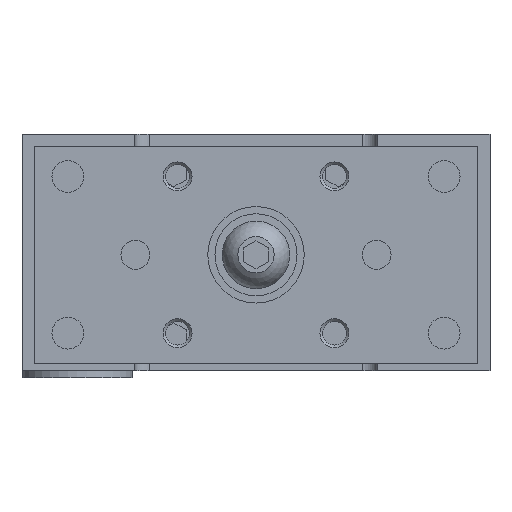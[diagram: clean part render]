
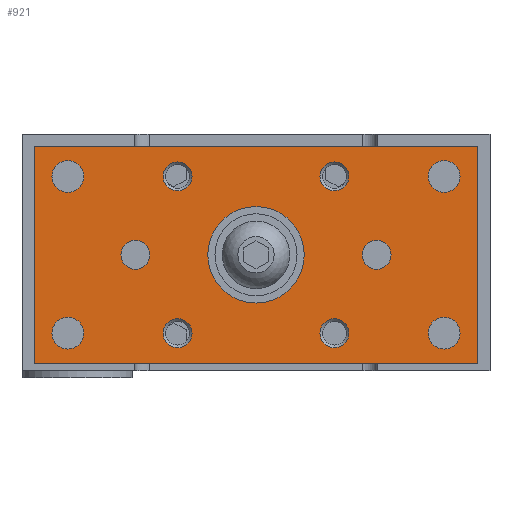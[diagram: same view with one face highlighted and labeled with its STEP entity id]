
A CAD part, left-side view. The second image highlights one B-rep face of the part: STEP entity #921.
In plain terms, the highlighted planar face has unit normal (-1, 0, 0).
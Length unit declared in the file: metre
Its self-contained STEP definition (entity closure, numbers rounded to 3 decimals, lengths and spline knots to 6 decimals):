
#921 = ADVANCED_FACE( '', ( #2107, #2108, #2109, #2110, #2111, #2112, #2113, #2114, #2115, #2116, #2117, #2118 ), #2119, .T. );
#2107 = FACE_OUTER_BOUND( '', #3489, .T. );
#2108 = FACE_BOUND( '', #3490, .T. );
#2109 = FACE_BOUND( '', #3491, .T. );
#2110 = FACE_BOUND( '', #3492, .T. );
#2111 = FACE_BOUND( '', #3493, .T. );
#2112 = FACE_BOUND( '', #3494, .T. );
#2113 = FACE_BOUND( '', #3495, .T. );
#2114 = FACE_BOUND( '', #3496, .T. );
#2115 = FACE_BOUND( '', #3497, .T. );
#2116 = FACE_BOUND( '', #3498, .T. );
#2117 = FACE_BOUND( '', #3499, .T. );
#2118 = FACE_BOUND( '', #3500, .T. );
#2119 = PLANE( '', #3501 );
#3489 = EDGE_LOOP( '', ( #5833, #5834, #5835, #5836 ) );
#3490 = EDGE_LOOP( '', ( #5837 ) );
#3491 = EDGE_LOOP( '', ( #5838 ) );
#3492 = EDGE_LOOP( '', ( #5839 ) );
#3493 = EDGE_LOOP( '', ( #5840 ) );
#3494 = EDGE_LOOP( '', ( #5841 ) );
#3495 = EDGE_LOOP( '', ( #5842 ) );
#3496 = EDGE_LOOP( '', ( #5843 ) );
#3497 = EDGE_LOOP( '', ( #5844 ) );
#3498 = EDGE_LOOP( '', ( #5845 ) );
#3499 = EDGE_LOOP( '', ( #5846 ) );
#3500 = EDGE_LOOP( '', ( #5847 ) );
#3501 = AXIS2_PLACEMENT_3D( '', #5848, #5849, #5850 );
#5833 = ORIENTED_EDGE( '', *, *, #7266, .T. );
#5834 = ORIENTED_EDGE( '', *, *, #7420, .T. );
#5835 = ORIENTED_EDGE( '', *, *, #6687, .T. );
#5836 = ORIENTED_EDGE( '', *, *, #7379, .T. );
#5837 = ORIENTED_EDGE( '', *, *, #7158, .T. );
#5838 = ORIENTED_EDGE( '', *, *, #6739, .F. );
#5839 = ORIENTED_EDGE( '', *, *, #7303, .F. );
#5840 = ORIENTED_EDGE( '', *, *, #7134, .T. );
#5841 = ORIENTED_EDGE( '', *, *, #6997, .T. );
#5842 = ORIENTED_EDGE( '', *, *, #6929, .F. );
#5843 = ORIENTED_EDGE( '', *, *, #7434, .T. );
#5844 = ORIENTED_EDGE( '', *, *, #6753, .F. );
#5845 = ORIENTED_EDGE( '', *, *, #6926, .F. );
#5846 = ORIENTED_EDGE( '', *, *, #6975, .T. );
#5847 = ORIENTED_EDGE( '', *, *, #6913, .T. );
#5848 = CARTESIAN_POINT( '', ( -0.019, -0.046, -0.0025 ) );
#5849 = DIRECTION( '', ( -1., 0., 0. ) );
#5850 = DIRECTION( '', ( 0., 0., 1. ) );
#6687 = EDGE_CURVE( '', #7761, #7759, #7762, .T. );
#6739 = EDGE_CURVE( '', #7848, #7848, #7849, .T. );
#6753 = EDGE_CURVE( '', #7873, #7873, #7874, .T. );
#6913 = EDGE_CURVE( '', #8137, #8137, #8138, .T. );
#6926 = EDGE_CURVE( '', #8156, #8156, #8157, .T. );
#6929 = EDGE_CURVE( '', #8161, #8161, #8162, .T. );
#6975 = EDGE_CURVE( '', #8232, #8232, #8233, .T. );
#6997 = EDGE_CURVE( '', #8266, #8266, #8267, .T. );
#7134 = EDGE_CURVE( '', #8476, #8476, #8477, .T. );
#7158 = EDGE_CURVE( '', #8514, #8514, #8515, .T. );
#7266 = EDGE_CURVE( '', #8672, #8670, #8673, .T. );
#7303 = EDGE_CURVE( '', #8722, #8722, #8723, .T. );
#7379 = EDGE_CURVE( '', #7759, #8672, #8816, .T. );
#7420 = EDGE_CURVE( '', #8670, #7761, #8863, .T. );
#7434 = EDGE_CURVE( '', #8880, #8880, #8881, .T. );
#7759 = VERTEX_POINT( '', #9258 );
#7761 = VERTEX_POINT( '', #9261 );
#7762 = LINE( '', #9262, #9263 );
#7848 = VERTEX_POINT( '', #9370 );
#7849 = CIRCLE( '', #9371, 0.0033 );
#7873 = VERTEX_POINT( '', #9401 );
#7874 = CIRCLE( '', #9402, 0.003 );
#8137 = VERTEX_POINT( '', #9748 );
#8138 = CIRCLE( '', #9749, 0.01 );
#8156 = VERTEX_POINT( '', #9772 );
#8157 = CIRCLE( '', #9773, 0.003 );
#8161 = VERTEX_POINT( '', #9777 );
#8162 = CIRCLE( '', #9778, 0.003 );
#8232 = VERTEX_POINT( '', #9872 );
#8233 = CIRCLE( '', #9873, 0.003 );
#8266 = VERTEX_POINT( '', #9914 );
#8267 = CIRCLE( '', #9915, 0.003 );
#8476 = VERTEX_POINT( '', #10478 );
#8477 = CIRCLE( '', #10479, 0.0033 );
#8514 = VERTEX_POINT( '', #10553 );
#8515 = CIRCLE( '', #10554, 0.0033 );
#8670 = VERTEX_POINT( '', #10808 );
#8672 = VERTEX_POINT( '', #10811 );
#8673 = LINE( '', #10812, #10813 );
#8722 = VERTEX_POINT( '', #10892 );
#8723 = CIRCLE( '', #10893, 0.0033 );
#8816 = LINE( '', #11053, #11054 );
#8863 = LINE( '', #11143, #11144 );
#8880 = VERTEX_POINT( '', #11165 );
#8881 = CIRCLE( '', #11166, 0.003 );
#9258 = CARTESIAN_POINT( '', ( -0.019, 0.046, -0.0475 ) );
#9261 = CARTESIAN_POINT( '', ( -0.019, 0.046, -0.0025 ) );
#9262 = CARTESIAN_POINT( '', ( -0.019, 0.046, -0.0025 ) );
#9263 = VECTOR( '', #11490, 1. );
#9370 = CARTESIAN_POINT( '', ( -0.019, -0.0357, -0.00875 ) );
#9371 = AXIS2_PLACEMENT_3D( '', #11560, #11561, #11562 );
#9401 = CARTESIAN_POINT( '', ( -0.019, -0.01925, -0.00875 ) );
#9402 = AXIS2_PLACEMENT_3D( '', #11581, #11582, #11583 );
#9748 = CARTESIAN_POINT( '', ( -0.019, 0.01, -0.025 ) );
#9749 = AXIS2_PLACEMENT_3D( '', #11794, #11795, #11796 );
#9772 = CARTESIAN_POINT( '', ( -0.019, 0.01925, -0.04125 ) );
#9773 = AXIS2_PLACEMENT_3D( '', #11811, #11812, #11813 );
#9777 = CARTESIAN_POINT( '', ( -0.019, -0.028, -0.025 ) );
#9778 = AXIS2_PLACEMENT_3D( '', #11817, #11818, #11819 );
#9872 = CARTESIAN_POINT( '', ( -0.019, -0.01925, -0.04125 ) );
#9873 = AXIS2_PLACEMENT_3D( '', #11877, #11878, #11879 );
#9914 = CARTESIAN_POINT( '', ( -0.019, 0.028, -0.025 ) );
#9915 = AXIS2_PLACEMENT_3D( '', #11909, #11910, #11911 );
#10478 = CARTESIAN_POINT( '', ( -0.019, -0.0357, -0.04125 ) );
#10479 = AXIS2_PLACEMENT_3D( '', #12103, #12104, #12105 );
#10553 = CARTESIAN_POINT( '', ( -0.019, 0.0357, -0.00875 ) );
#10554 = AXIS2_PLACEMENT_3D( '', #12143, #12144, #12145 );
#10808 = CARTESIAN_POINT( '', ( -0.019, -0.046, -0.0025 ) );
#10811 = CARTESIAN_POINT( '', ( -0.019, -0.046, -0.0475 ) );
#10812 = CARTESIAN_POINT( '', ( -0.019, -0.046, -0.0475 ) );
#10813 = VECTOR( '', #12273, 1. );
#10892 = CARTESIAN_POINT( '', ( -0.019, 0.0357, -0.04125 ) );
#10893 = AXIS2_PLACEMENT_3D( '', #12321, #12322, #12323 );
#11053 = CARTESIAN_POINT( '', ( -0.019, 0.046, -0.0475 ) );
#11054 = VECTOR( '', #12386, 1. );
#11143 = CARTESIAN_POINT( '', ( -0.019, -0.046, -0.0025 ) );
#11144 = VECTOR( '', #12420, 1. );
#11165 = CARTESIAN_POINT( '', ( -0.019, 0.01925, -0.00875 ) );
#11166 = AXIS2_PLACEMENT_3D( '', #12431, #12432, #12433 );
#11490 = DIRECTION( '', ( 0., 0., -1. ) );
#11560 = CARTESIAN_POINT( '', ( -0.019, -0.039, -0.00875 ) );
#11561 = DIRECTION( '', ( -1., 0., 0. ) );
#11562 = DIRECTION( '', ( 0., 1., 0. ) );
#11581 = CARTESIAN_POINT( '', ( -0.019, -0.01625, -0.00875 ) );
#11582 = DIRECTION( '', ( -1., 0., 0. ) );
#11583 = DIRECTION( '', ( 0., -1., 0. ) );
#11794 = CARTESIAN_POINT( '', ( -0.019, 0., -0.025 ) );
#11795 = DIRECTION( '', ( 1., 0., 0. ) );
#11796 = DIRECTION( '', ( 0., 1., 0. ) );
#11811 = CARTESIAN_POINT( '', ( -0.019, 0.01625, -0.04125 ) );
#11812 = DIRECTION( '', ( -1., 0., 0. ) );
#11813 = DIRECTION( '', ( 0., 1., 0. ) );
#11817 = CARTESIAN_POINT( '', ( -0.019, -0.025, -0.025 ) );
#11818 = DIRECTION( '', ( -1., 0., 0. ) );
#11819 = DIRECTION( '', ( 0., -1., 0. ) );
#11877 = CARTESIAN_POINT( '', ( -0.019, -0.01625, -0.04125 ) );
#11878 = DIRECTION( '', ( 1., 0., 0. ) );
#11879 = DIRECTION( '', ( 0., -1., 0. ) );
#11909 = CARTESIAN_POINT( '', ( -0.019, 0.025, -0.025 ) );
#11910 = DIRECTION( '', ( 1., 0., 0. ) );
#11911 = DIRECTION( '', ( 0., 1., 0. ) );
#12103 = CARTESIAN_POINT( '', ( -0.019, -0.039, -0.04125 ) );
#12104 = DIRECTION( '', ( 1., 0., 0. ) );
#12105 = DIRECTION( '', ( 0., 1., 0. ) );
#12143 = CARTESIAN_POINT( '', ( -0.019, 0.039, -0.00875 ) );
#12144 = DIRECTION( '', ( 1., 0., 0. ) );
#12145 = DIRECTION( '', ( 0., -1., 0. ) );
#12273 = DIRECTION( '', ( 0., 0., 1. ) );
#12321 = CARTESIAN_POINT( '', ( -0.019, 0.039, -0.04125 ) );
#12322 = DIRECTION( '', ( -1., 0., 0. ) );
#12323 = DIRECTION( '', ( 0., -1., 0. ) );
#12386 = DIRECTION( '', ( 0., -1., 0. ) );
#12420 = DIRECTION( '', ( 0., 1., 0. ) );
#12431 = CARTESIAN_POINT( '', ( -0.019, 0.01625, -0.00875 ) );
#12432 = DIRECTION( '', ( 1., 0., 0. ) );
#12433 = DIRECTION( '', ( 0., 1., 0. ) );
